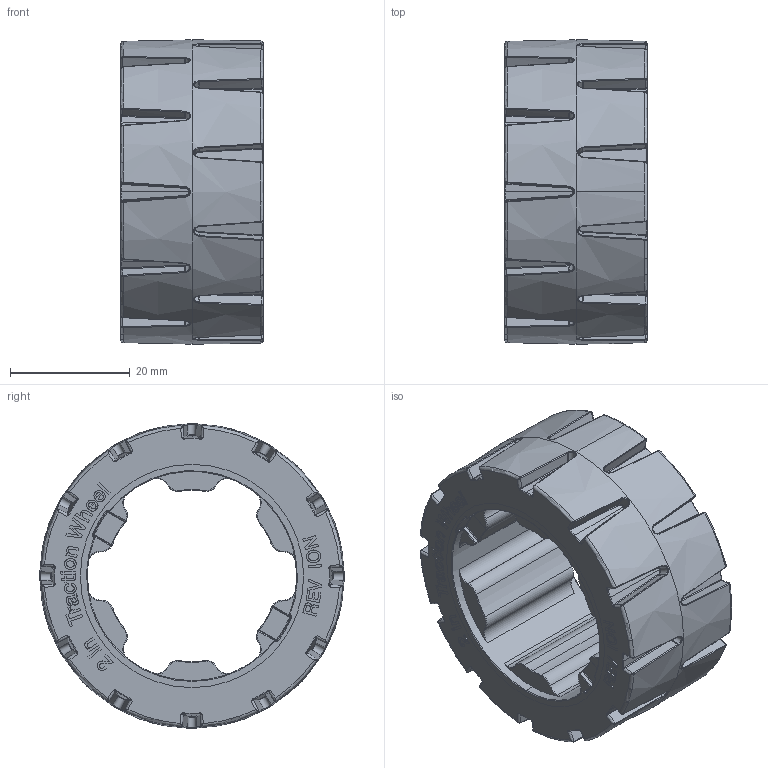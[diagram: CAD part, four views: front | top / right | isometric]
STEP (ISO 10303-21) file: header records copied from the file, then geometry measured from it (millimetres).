
FILE_DESCRIPTION (( 'STEP AP203' ), '1' );
FILE_NAME ('Traction Wheel - 2in - MAXSpline.STEP', '2022-04-05T14:10:35', ( '' ), ( '' ), 'SwSTEP 2.0', 'SolidWorks 2022', '' );
FILE_SCHEMA (( 'CONFIG_CONTROL_DESIGN' ));
Length unit declared in the file: inch
Products named in the file (1): Traction Wheel - 2in - MAXSpline
Bounding box: 24.01 x 50.8 x 50.8 mm (x, y, z)
Volume: 27133.1 mm3; surface area: 23992.7 mm2
Topology: 2 solids, 2 shells, 2511 faces, 6488 edges, 3828 vertices
Faces by surface type: bspline 1350, plane 468, torus 329, cone 212, cylinder 116, sphere 36
Entity records: 105936 total; most frequent: CARTESIAN_POINT 54908, ORIENTED_EDGE 12592, DIRECTION 7625, EDGE_CURVE 6296, VERTEX_POINT 3828, AXIS2_PLACEMENT_3D 2801, B_SPLINE_CURVE_WITH_KNOTS 2602, EDGE_LOOP 2578
